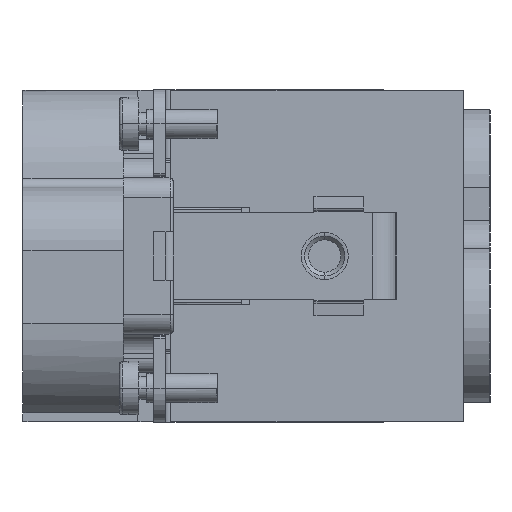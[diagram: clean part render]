
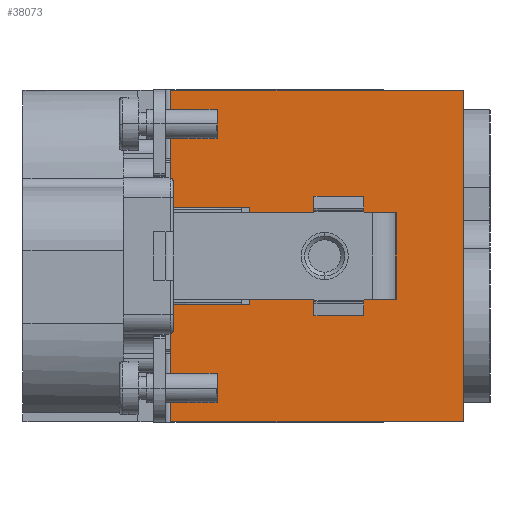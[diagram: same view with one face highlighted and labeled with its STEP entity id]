
A CAD part, left-side view. The second image highlights one B-rep face of the part: STEP entity #38073.
In plain terms, the highlighted planar face has unit normal (-1, 0, 0).
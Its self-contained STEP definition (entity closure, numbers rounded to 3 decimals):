
#1361=DIRECTION('',(0.,0.,1.));
#1362=VECTOR('',#1361,33.9);
#1363=CARTESIAN_POINT('',(-45.25,-33.25,-16.95));
#1364=LINE('',#1363,#1362);
#1600=DIRECTION('',(0.,-1.,0.));
#1601=VECTOR('',#1600,29.95);
#1602=CARTESIAN_POINT('',(-45.25,-3.3,16.95));
#1603=LINE('',#1602,#1601);
#1813=DIRECTION('',(0.,0.,1.));
#1814=VECTOR('',#1813,11.95);
#1815=CARTESIAN_POINT('',(-45.25,-3.3,5.));
#1816=LINE('',#1815,#1814);
#1845=DIRECTION('',(0.,0.,1.));
#1846=VECTOR('',#1845,11.95);
#1847=CARTESIAN_POINT('',(-45.25,-3.3,-16.95));
#1848=LINE('',#1847,#1846);
#12557=DIRECTION('',(0.,-1.,0.));
#12558=VECTOR('',#12557,29.95);
#12559=CARTESIAN_POINT('',(-45.25,-3.3,-16.95));
#12560=LINE('',#12559,#12558);
#12561=DIRECTION('',(0.,0.,1.));
#12562=VECTOR('',#12561,8.8);
#12563=CARTESIAN_POINT('',(-45.25,-26.347,-4.4));
#12564=LINE('',#12563,#12562);
#12565=DIRECTION('',(0.,-1.,0.));
#12566=VECTOR('',#12565,1.219);
#12567=CARTESIAN_POINT('',(-45.25,-25.128,4.4));
#12568=LINE('',#12567,#12566);
#12569=DIRECTION('',(0.,0.,1.));
#12570=VECTOR('',#12569,8.8);
#12571=CARTESIAN_POINT('',(-45.25,-25.128,-4.4));
#12572=LINE('',#12571,#12570);
#12573=DIRECTION('',(0.,-1.,0.));
#12574=VECTOR('',#12573,1.219);
#12575=CARTESIAN_POINT('',(-45.25,-25.128,-4.4));
#12576=LINE('',#12575,#12574);
#12577=CARTESIAN_POINT('',(-45.25,-19.05,0.));
#12578=DIRECTION('',(1.,0.,0.));
#12579=DIRECTION('',(0.,0.,1.));
#12580=AXIS2_PLACEMENT_3D('',#12577,#12578,#12579);
#12582=CARTESIAN_POINT('',(-45.25,-19.05,0.));
#12583=DIRECTION('',(1.,0.,0.));
#12584=DIRECTION('',(0.,0.,-1.));
#12585=AXIS2_PLACEMENT_3D('',#12582,#12583,#12584);
#12601=DIRECTION('',(0.,1.,0.));
#12602=VECTOR('',#12601,8.1);
#12603=CARTESIAN_POINT('',(-45.25,-11.4,5.));
#12604=LINE('',#12603,#12602);
#12627=DIRECTION('',(0.,0.,-1.));
#12628=VECTOR('',#12627,10.);
#12629=CARTESIAN_POINT('',(-45.25,-11.4,5.));
#12630=LINE('',#12629,#12628);
#12665=DIRECTION('',(0.,1.,0.));
#12666=VECTOR('',#12665,8.1);
#12667=CARTESIAN_POINT('',(-45.25,-11.4,-5.));
#12668=LINE('',#12667,#12666);
#18120=CARTESIAN_POINT('',(-45.25,-33.25,16.95));
#18122=VERTEX_POINT('',#18120);
#18126=CARTESIAN_POINT('',(-45.25,-33.25,-16.95));
#18127=VERTEX_POINT('',#18126);
#18128=CARTESIAN_POINT('',(-45.25,-3.3,16.95));
#18129=VERTEX_POINT('',#18128);
#18134=CARTESIAN_POINT('',(-45.25,-3.3,-16.95));
#18135=VERTEX_POINT('',#18134);
#18174=CARTESIAN_POINT('',(-45.25,-3.3,5.));
#18175=VERTEX_POINT('',#18174);
#18176=CARTESIAN_POINT('',(-45.25,-11.4,5.));
#18177=VERTEX_POINT('',#18176);
#18179=CARTESIAN_POINT('',(-45.25,-3.3,-5.));
#18181=VERTEX_POINT('',#18179);
#18182=CARTESIAN_POINT('',(-45.25,-11.4,-5.));
#18183=VERTEX_POINT('',#18182);
#19337=CARTESIAN_POINT('',(-45.25,-26.347,-4.4));
#19338=CARTESIAN_POINT('',(-45.25,-26.347,4.4));
#19339=VERTEX_POINT('',#19337);
#19340=VERTEX_POINT('',#19338);
#19341=CARTESIAN_POINT('',(-45.25,-25.128,-4.4));
#19342=CARTESIAN_POINT('',(-45.25,-25.128,4.4));
#19343=VERTEX_POINT('',#19341);
#19344=VERTEX_POINT('',#19342);
#19345=CARTESIAN_POINT('',(-45.25,-19.05,2.25));
#19346=CARTESIAN_POINT('',(-45.25,-19.05,-2.25));
#19347=VERTEX_POINT('',#19345);
#19348=VERTEX_POINT('',#19346);
#38040=CARTESIAN_POINT('',(-45.25,-3.3,-16.95));
#38041=DIRECTION('',(-1.,0.,0.));
#38042=DIRECTION('',(0.,0.,1.));
#38043=AXIS2_PLACEMENT_3D('',#38040,#38041,#38042);
#38044=PLANE('',#38043);
#38046=ORIENTED_EDGE('',*,*,#38045,.T.);
#38047=ORIENTED_EDGE('',*,*,#23751,.T.);
#38048=ORIENTED_EDGE('',*,*,#23318,.T.);
#38049=ORIENTED_EDGE('',*,*,#23099,.F.);
#38050=ORIENTED_EDGE('',*,*,#24387,.F.);
#38051=ORIENTED_EDGE('',*,*,#23798,.T.);
#38053=ORIENTED_EDGE('',*,*,#38052,.F.);
#38055=ORIENTED_EDGE('',*,*,#38054,.F.);
#38056=EDGE_LOOP('',(#38046,#38047,#38048,#38049,#38050,#38051,#38053,#38055));
#38057=FACE_OUTER_BOUND('',#38056,.F.);
#38058=ORIENTED_EDGE('',*,*,#38030,.T.);
#38060=ORIENTED_EDGE('',*,*,#38059,.F.);
#38062=ORIENTED_EDGE('',*,*,#38061,.F.);
#38064=ORIENTED_EDGE('',*,*,#38063,.T.);
#38065=EDGE_LOOP('',(#38058,#38060,#38062,#38064));
#38066=FACE_BOUND('',#38065,.F.);
#38068=ORIENTED_EDGE('',*,*,#38067,.F.);
#38070=ORIENTED_EDGE('',*,*,#38069,.F.);
#38071=EDGE_LOOP('',(#38068,#38070));
#38072=FACE_BOUND('',#38071,.F.);
#38073=ADVANCED_FACE('',(#38057,#38066,#38072),#38044,.T.);
#12581=CIRCLE('',#12580,2.25);
#12586=CIRCLE('',#12585,2.25);
#23099=EDGE_CURVE('',#18127,#18122,#1364,.T.);
#23318=EDGE_CURVE('',#18129,#18122,#1603,.T.);
#23751=EDGE_CURVE('',#18175,#18129,#1816,.T.);
#23798=EDGE_CURVE('',#18135,#18181,#1848,.T.);
#24387=EDGE_CURVE('',#18135,#18127,#12560,.T.);
#38030=EDGE_CURVE('',#19339,#19340,#12564,.T.);
#38045=EDGE_CURVE('',#18177,#18175,#12604,.T.);
#38052=EDGE_CURVE('',#18183,#18181,#12668,.T.);
#38054=EDGE_CURVE('',#18177,#18183,#12630,.T.);
#38059=EDGE_CURVE('',#19344,#19340,#12568,.T.);
#38061=EDGE_CURVE('',#19343,#19344,#12572,.T.);
#38063=EDGE_CURVE('',#19343,#19339,#12576,.T.);
#38067=EDGE_CURVE('',#19347,#19348,#12581,.T.);
#38069=EDGE_CURVE('',#19348,#19347,#12586,.T.);
